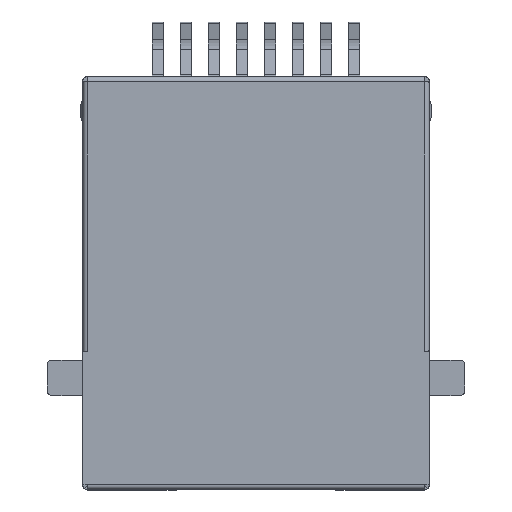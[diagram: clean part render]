
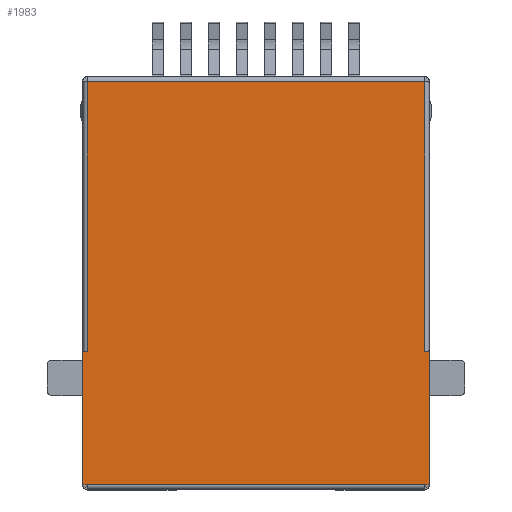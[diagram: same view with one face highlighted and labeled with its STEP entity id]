
A CAD part, top view. The second image highlights one B-rep face of the part: STEP entity #1983.
In plain terms, the highlighted planar face has unit normal (0, 0, 1).
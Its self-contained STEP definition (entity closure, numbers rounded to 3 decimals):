
#1983 = ADVANCED_FACE( '', ( #4151 ), #4152, .T. );
#4151 = FACE_OUTER_BOUND( '', #6664, .T. );
#4152 = PLANE( '', #6665 );
#6664 = EDGE_LOOP( '', ( #11974, #11975, #11976, #11977, #11978, #11979, #11980, #11981, #11982, #11983, #11984, #11985, #11986, #11987, #11988, #11989, #11990, #11991, #11992, #11993 ) );
#6665 = AXIS2_PLACEMENT_3D( '', #11994, #11995, #11996 );
#11974 = ORIENTED_EDGE( '', *, *, #16193, .F. );
#11975 = ORIENTED_EDGE( '', *, *, #15688, .T. );
#11976 = ORIENTED_EDGE( '', *, *, #15931, .T. );
#11977 = ORIENTED_EDGE( '', *, *, #17435, .T. );
#11978 = ORIENTED_EDGE( '', *, *, #17079, .T. );
#11979 = ORIENTED_EDGE( '', *, *, #17590, .T. );
#11980 = ORIENTED_EDGE( '', *, *, #15641, .T. );
#11981 = ORIENTED_EDGE( '', *, *, #17591, .F. );
#11982 = ORIENTED_EDGE( '', *, *, #15603, .F. );
#11983 = ORIENTED_EDGE( '', *, *, #16340, .T. );
#11984 = ORIENTED_EDGE( '', *, *, #17513, .F. );
#11985 = ORIENTED_EDGE( '', *, *, #16735, .T. );
#11986 = ORIENTED_EDGE( '', *, *, #17592, .T. );
#11987 = ORIENTED_EDGE( '', *, *, #17593, .T. );
#11988 = ORIENTED_EDGE( '', *, *, #17594, .T. );
#11989 = ORIENTED_EDGE( '', *, *, #17595, .T. );
#11990 = ORIENTED_EDGE( '', *, *, #17596, .T. );
#11991 = ORIENTED_EDGE( '', *, *, #17542, .F. );
#11992 = ORIENTED_EDGE( '', *, *, #17597, .F. );
#11993 = ORIENTED_EDGE( '', *, *, #17598, .T. );
#11994 = CARTESIAN_POINT( '', ( 0., 0., 0. ) );
#11995 = DIRECTION( '', ( 0., 0., 1. ) );
#11996 = DIRECTION( '', ( 1., 0., 0. ) );
#15603 = EDGE_CURVE( '', #18786, #18788, #18789, .T. );
#15641 = EDGE_CURVE( '', #18855, #18853, #18856, .T. );
#15688 = EDGE_CURVE( '', #18940, #18938, #18941, .T. );
#15931 = EDGE_CURVE( '', #18938, #19368, #19370, .T. );
#16193 = EDGE_CURVE( '', #18940, #19306, #19824, .T. );
#16340 = EDGE_CURVE( '', #18786, #20057, #20058, .T. );
#16735 = EDGE_CURVE( '', #20686, #20684, #20687, .T. );
#17079 = EDGE_CURVE( '', #18927, #21200, #21201, .T. );
#17435 = EDGE_CURVE( '', #19368, #18927, #21706, .T. );
#17513 = EDGE_CURVE( '', #20686, #20057, #21812, .T. );
#17542 = EDGE_CURVE( '', #21849, #21851, #21852, .T. );
#17590 = EDGE_CURVE( '', #21200, #18855, #21912, .T. );
#17591 = EDGE_CURVE( '', #18788, #18853, #21913, .T. );
#17592 = EDGE_CURVE( '', #20684, #21914, #21915, .T. );
#17593 = EDGE_CURVE( '', #21914, #20085, #21916, .T. );
#17594 = EDGE_CURVE( '', #20085, #19492, #21917, .T. );
#17595 = EDGE_CURVE( '', #19492, #21918, #21919, .T. );
#17596 = EDGE_CURVE( '', #21918, #21851, #21920, .T. );
#17597 = EDGE_CURVE( '', #21921, #21849, #21922, .T. );
#17598 = EDGE_CURVE( '', #21921, #19306, #21923, .T. );
#18786 = VERTEX_POINT( '', #23391 );
#18788 = VERTEX_POINT( '', #23394 );
#18789 = LINE( '', #23395, #23396 );
#18853 = VERTEX_POINT( '', #23485 );
#18855 = VERTEX_POINT( '', #23488 );
#18856 = LINE( '', #23489, #23490 );
#18927 = VERTEX_POINT( '', #23592 );
#18938 = VERTEX_POINT( '', #23607 );
#18940 = VERTEX_POINT( '', #23610 );
#18941 = LINE( '', #23611, #23612 );
#19306 = VERTEX_POINT( '', #24126 );
#19368 = VERTEX_POINT( '', #24215 );
#19370 = LINE( '', #24218, #24219 );
#19492 = VERTEX_POINT( '', #24386 );
#19824 = LINE( '', #24866, #24867 );
#20057 = VERTEX_POINT( '', #25185 );
#20058 = LINE( '', #25186, #25187 );
#20085 = VERTEX_POINT( '', #25228 );
#20684 = VERTEX_POINT( '', #26077 );
#20686 = VERTEX_POINT( '', #26080 );
#20687 = LINE( '', #26081, #26082 );
#21200 = VERTEX_POINT( '', #26822 );
#21201 = LINE( '', #26823, #26824 );
#21706 = LINE( '', #27566, #27567 );
#21812 = LINE( '', #27722, #27723 );
#21849 = VERTEX_POINT( '', #27775 );
#21851 = VERTEX_POINT( '', #27778 );
#21852 = LINE( '', #27779, #27780 );
#21912 = LINE( '', #27864, #27865 );
#21913 = LINE( '', #27866, #27867 );
#21914 = VERTEX_POINT( '', #27868 );
#21915 = LINE( '', #27869, #27870 );
#21916 = LINE( '', #27871, #27872 );
#21917 = LINE( '', #27873, #27874 );
#21918 = VERTEX_POINT( '', #27875 );
#21919 = LINE( '', #27876, #27877 );
#21920 = LINE( '', #27878, #27879 );
#21921 = VERTEX_POINT( '', #27880 );
#21922 = LINE( '', #27881, #27882 );
#21923 = LINE( '', #27883, #27884 );
#23391 = CARTESIAN_POINT( '', ( 7.64, -3.1, 0. ) );
#23394 = CARTESIAN_POINT( '', ( 7.64, -3.102, 0. ) );
#23395 = CARTESIAN_POINT( '', ( 7.64, -3.102, 0. ) );
#23396 = VECTOR( '', #29520, 1000. );
#23485 = CARTESIAN_POINT( '', ( 7.85, -3.102, 0. ) );
#23488 = CARTESIAN_POINT( '', ( 7.85, -9.14, 0. ) );
#23489 = CARTESIAN_POINT( '', ( 7.85, -9.35, 0. ) );
#23490 = VECTOR( '', #29559, 1000. );
#23592 = CARTESIAN_POINT( '', ( -7.64, -9.14, 0. ) );
#23607 = CARTESIAN_POINT( '', ( -7.85, -3.102, 0. ) );
#23610 = CARTESIAN_POINT( '', ( -7.64, -3.102, 0. ) );
#23611 = CARTESIAN_POINT( '', ( -7.85, -3.102, 0. ) );
#23612 = VECTOR( '', #29602, 1000. );
#24126 = CARTESIAN_POINT( '', ( -7.64, -3.1, 0. ) );
#24215 = CARTESIAN_POINT( '', ( -7.85, -9.14, 0. ) );
#24218 = CARTESIAN_POINT( '', ( -7.85, 9.35, 0. ) );
#24219 = VECTOR( '', #29852, 1000. );
#24386 = CARTESIAN_POINT( '', ( -7.64, 9.14, 0. ) );
#24866 = CARTESIAN_POINT( '', ( -7.64, 9.121, 0. ) );
#24867 = VECTOR( '', #30130, 1000. );
#25185 = CARTESIAN_POINT( '', ( 7.64, 9.119, 0. ) );
#25186 = CARTESIAN_POINT( '', ( 7.64, -3.1, 0. ) );
#25187 = VECTOR( '', #30306, 1000. );
#25228 = CARTESIAN_POINT( '', ( 7.64, 9.14, 0. ) );
#26077 = CARTESIAN_POINT( '', ( 7.85, 9.121, 0. ) );
#26080 = CARTESIAN_POINT( '', ( 7.64, 9.121, 0. ) );
#26081 = CARTESIAN_POINT( '', ( 7.85, 9.121, 0. ) );
#26082 = VECTOR( '', #30713, 1000. );
#26822 = CARTESIAN_POINT( '', ( 7.64, -9.14, 0. ) );
#26823 = CARTESIAN_POINT( '', ( -7.85, -9.14, 0. ) );
#26824 = VECTOR( '', #31043, 1000. );
#27566 = CARTESIAN_POINT( '', ( -7.85, -9.14, 0. ) );
#27567 = VECTOR( '', #31380, 1000. );
#27722 = CARTESIAN_POINT( '', ( 7.64, -3.102, 0. ) );
#27723 = VECTOR( '', #31445, 1000. );
#27775 = CARTESIAN_POINT( '', ( -7.64, 9.121, 0. ) );
#27778 = CARTESIAN_POINT( '', ( -7.85, 9.121, 0. ) );
#27779 = CARTESIAN_POINT( '', ( -7.85, 9.121, 0. ) );
#27780 = VECTOR( '', #31471, 1000. );
#27864 = CARTESIAN_POINT( '', ( -7.85, -9.14, 0. ) );
#27865 = VECTOR( '', #31523, 1000. );
#27866 = CARTESIAN_POINT( '', ( 7.85, -3.102, 0. ) );
#27867 = VECTOR( '', #31524, 1000. );
#27868 = CARTESIAN_POINT( '', ( 7.85, 9.14, 0. ) );
#27869 = CARTESIAN_POINT( '', ( 7.85, -9.35, 0. ) );
#27870 = VECTOR( '', #31525, 1000. );
#27871 = CARTESIAN_POINT( '', ( 7.85, 9.14, 0. ) );
#27872 = VECTOR( '', #31526, 1000. );
#27873 = CARTESIAN_POINT( '', ( 7.85, 9.14, 0. ) );
#27874 = VECTOR( '', #31527, 1000. );
#27875 = CARTESIAN_POINT( '', ( -7.85, 9.14, 0. ) );
#27876 = CARTESIAN_POINT( '', ( 7.85, 9.14, 0. ) );
#27877 = VECTOR( '', #31528, 1000. );
#27878 = CARTESIAN_POINT( '', ( -7.85, 9.35, 0. ) );
#27879 = VECTOR( '', #31529, 1000. );
#27880 = CARTESIAN_POINT( '', ( -7.64, 9.119, 0. ) );
#27881 = CARTESIAN_POINT( '', ( -7.64, 9.121, 0. ) );
#27882 = VECTOR( '', #31530, 1000. );
#27883 = CARTESIAN_POINT( '', ( -7.64, 9.119, 0. ) );
#27884 = VECTOR( '', #31531, 1000. );
#29520 = DIRECTION( '', ( 0., -1., 0. ) );
#29559 = DIRECTION( '', ( 0., 1., 0. ) );
#29602 = DIRECTION( '', ( -1., 0., 0. ) );
#29852 = DIRECTION( '', ( 0., -1., 0. ) );
#30130 = DIRECTION( '', ( 0., 1., 0. ) );
#30306 = DIRECTION( '', ( 0., 1., 0. ) );
#30713 = DIRECTION( '', ( 1., 0., 0. ) );
#31043 = DIRECTION( '', ( 1., 0., 0. ) );
#31380 = DIRECTION( '', ( 1., 0., 0. ) );
#31445 = DIRECTION( '', ( 0., -1., 0. ) );
#31471 = DIRECTION( '', ( -1., 0., 0. ) );
#31523 = DIRECTION( '', ( 1., 0., 0. ) );
#31524 = DIRECTION( '', ( 1., 0., 0. ) );
#31525 = DIRECTION( '', ( 0., 1., 0. ) );
#31526 = DIRECTION( '', ( -1., 0., 0. ) );
#31527 = DIRECTION( '', ( -1., 0., 0. ) );
#31528 = DIRECTION( '', ( -1., 0., 0. ) );
#31529 = DIRECTION( '', ( 0., -1., 0. ) );
#31530 = DIRECTION( '', ( 0., 1., 0. ) );
#31531 = DIRECTION( '', ( 0., -1., 0. ) );
